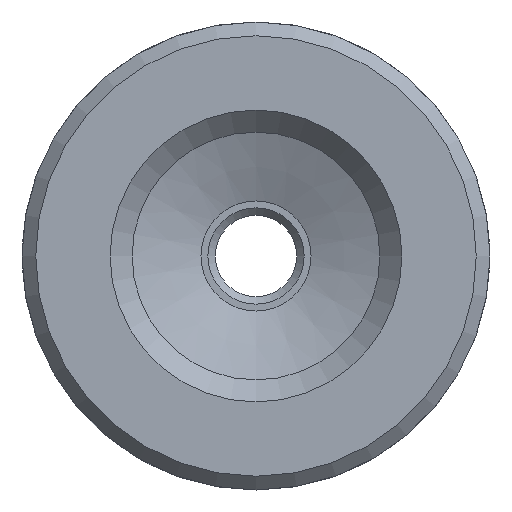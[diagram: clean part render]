
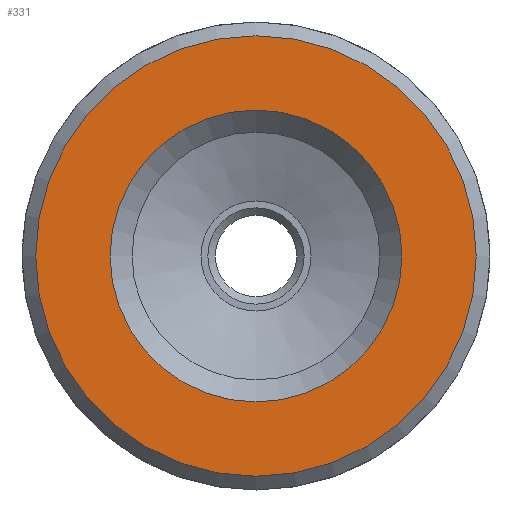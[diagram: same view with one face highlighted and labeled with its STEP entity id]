
A CAD part, front view. The second image highlights one B-rep face of the part: STEP entity #331.
In plain terms, the highlighted planar face has unit normal (0, -1, 0).
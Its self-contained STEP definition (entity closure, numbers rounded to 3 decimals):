
#331 = ADVANCED_FACE( 'NONE', ( #778, #779 ), #780, .T. );
#778 = FACE_OUTER_BOUND( '', #2248, .T. );
#779 = FACE_BOUND( '', #2249, .T. );
#780 = PLANE( '', #2250 );
#2248 = EDGE_LOOP( '', ( #4309 ) );
#2249 = EDGE_LOOP( '', ( #4310 ) );
#2250 = AXIS2_PLACEMENT_3D( '', #4311, #4312, #4313 );
#4309 = ORIENTED_EDGE( '', *, *, #5401, .T. );
#4310 = ORIENTED_EDGE( '', *, *, #5402, .F. );
#4311 = CARTESIAN_POINT( '', ( 0., 0., 0. ) );
#4312 = DIRECTION( '', ( 0., -1., 0. ) );
#4313 = DIRECTION( '', ( 0., 0., -1. ) );
#5401 = EDGE_CURVE( 'NONE', #6237, #6237, #6238, .T. );
#5402 = EDGE_CURVE( 'NONE', #6239, #6239, #6240, .T. );
#6237 = VERTEX_POINT( '', #8822 );
#6238 = CIRCLE( '', #8823, 8. );
#6239 = VERTEX_POINT( '', #8824 );
#6240 = CIRCLE( '', #8825, 5.3 );
#8822 = CARTESIAN_POINT( '', ( 0., 0., -8. ) );
#8823 = AXIS2_PLACEMENT_3D( '', #9911, #9912, #9913 );
#8824 = CARTESIAN_POINT( '', ( 0., 0., -5.3 ) );
#8825 = AXIS2_PLACEMENT_3D( '', #9914, #9915, #9916 );
#9911 = CARTESIAN_POINT( '', ( 0., 0., 0. ) );
#9912 = DIRECTION( '', ( 0., -1., 0. ) );
#9913 = DIRECTION( '', ( 0., 0., -1. ) );
#9914 = CARTESIAN_POINT( '', ( 0., 0., 0. ) );
#9915 = DIRECTION( '', ( 0., -1., 0. ) );
#9916 = DIRECTION( '', ( 0., 0., -1. ) );
